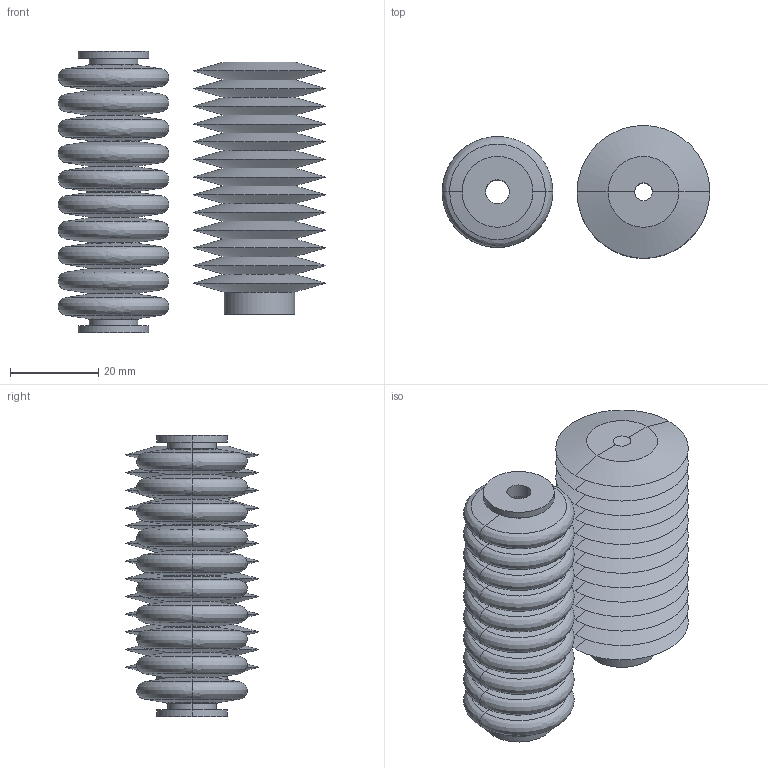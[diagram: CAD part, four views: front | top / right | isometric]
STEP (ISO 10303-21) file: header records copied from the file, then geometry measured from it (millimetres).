
FILE_DESCRIPTION(/* description */ (''),/* implementation_level */ '2;1');
FILE_NAME(/* name */ 'ENHACN~1',/* time_stamp */ '2019-11-16T21:19:32-06:00',/* author */ (''),/* organization */ (''),/* preprocessor_version */ 'ST-DEVELOPER v16.5',/* originating_system */ '',/* authorisation */ '');
FILE_SCHEMA (('AUTOMOTIVE_DESIGN'));
Length unit declared in the file: millimetre
Products named in the file (1): Document
Bounding box: 60.5 x 29.94 x 63.6 mm (x, y, z)
Volume: 34064.1 mm3; surface area: 38944.5 mm2
Topology: 2 solids, 2 shells, 330 faces, 661 edges, 337 vertices
Faces by surface type: bspline 324, plane 6
Entity records: 16482 total; most frequent: CARTESIAN_POINT 12866, ORIENTED_EDGE 1320, EDGE_CURVE 660, EDGE_LOOP 336, VERTEX_POINT 336, ADVANCED_FACE 330, FACE_OUTER_BOUND 330, B_SPLINE_CURVE_WITH_KNOTS 245
